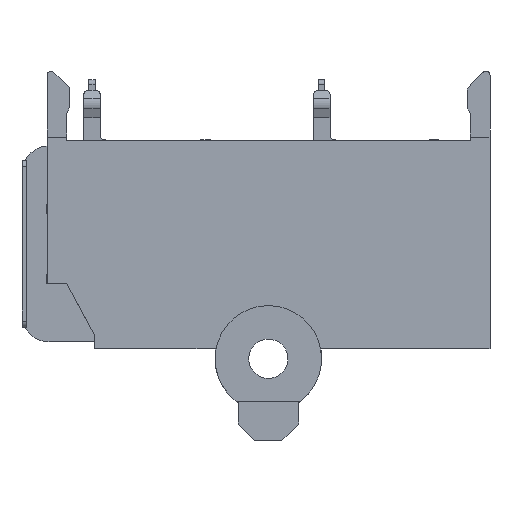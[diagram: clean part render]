
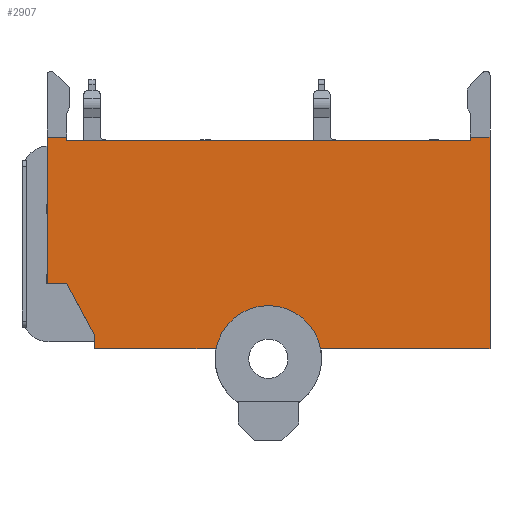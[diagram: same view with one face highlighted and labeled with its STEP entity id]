
A CAD part, front view. The second image highlights one B-rep face of the part: STEP entity #2907.
In plain terms, the highlighted planar face has unit normal (0, -1, 0).
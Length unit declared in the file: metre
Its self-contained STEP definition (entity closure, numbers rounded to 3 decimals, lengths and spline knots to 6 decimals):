
#103=LINE('',#4325,#417);
#180=LINE('',#4545,#494);
#197=LINE('',#4583,#511);
#201=LINE('',#4591,#515);
#217=LINE('',#4631,#531);
#246=LINE('',#4691,#560);
#247=LINE('',#4693,#561);
#313=LINE('',#4839,#627);
#316=LINE('',#4845,#630);
#317=LINE('',#4847,#631);
#318=LINE('',#4849,#632);
#319=LINE('',#4850,#633);
#417=VECTOR('',#3498,1.);
#494=VECTOR('',#3693,1.);
#511=VECTOR('',#3724,1.);
#515=VECTOR('',#3732,1.);
#531=VECTOR('',#3770,1.);
#560=VECTOR('',#3825,1.);
#561=VECTOR('',#3828,1.);
#627=VECTOR('',#3954,1.);
#630=VECTOR('',#3959,1.);
#631=VECTOR('',#3960,1.);
#632=VECTOR('',#3963,1.);
#633=VECTOR('',#3964,1.);
#1209=ORIENTED_EDGE('',*,*,#1833,.F.);
#1210=ORIENTED_EDGE('',*,*,#1830,.T.);
#1211=ORIENTED_EDGE('',*,*,#1757,.T.);
#1212=ORIENTED_EDGE('',*,*,#1834,.T.);
#1213=ORIENTED_EDGE('',*,*,#1758,.T.);
#1214=ORIENTED_EDGE('',*,*,#1681,.T.);
#1215=ORIENTED_EDGE('',*,*,#1576,.T.);
#1216=ORIENTED_EDGE('',*,*,#1704,.T.);
#1217=ORIENTED_EDGE('',*,*,#1835,.T.);
#1218=ORIENTED_EDGE('',*,*,#1726,.T.);
#1219=ORIENTED_EDGE('',*,*,#1836,.F.);
#1220=ORIENTED_EDGE('',*,*,#1700,.T.);
#1221=ORIENTED_EDGE('',*,*,#1837,.T.);
#1576=EDGE_CURVE('',#1969,#1968,#103,.T.);
#1681=EDGE_CURVE('',#2049,#1969,#180,.T.);
#1700=EDGE_CURVE('',#2061,#2062,#197,.T.);
#1704=EDGE_CURVE('',#1968,#2065,#201,.T.);
#1726=EDGE_CURVE('',#2074,#2077,#217,.T.);
#1757=EDGE_CURVE('',#2094,#2095,#246,.T.);
#1758=EDGE_CURVE('',#2096,#2049,#247,.T.);
#1830=EDGE_CURVE('',#2146,#2094,#313,.T.);
#1833=EDGE_CURVE('',#2146,#2148,#316,.T.);
#1834=EDGE_CURVE('',#2095,#2096,#317,.T.);
#1835=EDGE_CURVE('',#2065,#2074,#2251,.T.);
#1836=EDGE_CURVE('',#2061,#2077,#318,.T.);
#1837=EDGE_CURVE('',#2062,#2148,#319,.T.);
#1968=VERTEX_POINT('',#4324);
#1969=VERTEX_POINT('',#4326);
#2049=VERTEX_POINT('',#4546);
#2061=VERTEX_POINT('',#4580);
#2062=VERTEX_POINT('',#4582);
#2065=VERTEX_POINT('',#4592);
#2074=VERTEX_POINT('',#4623);
#2077=VERTEX_POINT('',#4630);
#2094=VERTEX_POINT('',#4688);
#2095=VERTEX_POINT('',#4690);
#2096=VERTEX_POINT('',#4694);
#2146=VERTEX_POINT('',#4840);
#2148=VERTEX_POINT('',#4846);
#2251=CIRCLE('',#3279,0.003238);
#2388=EDGE_LOOP('',(#1209,#1210,#1211,#1212,#1213,#1214,#1215,#1216,#1217,
#1218,#1219,#1220,#1221));
#2594=FACE_BOUND('',#2388,.T.);
#2774=PLANE('',#3278);
#2907=ADVANCED_FACE('',(#2594),#2774,.T.);
#3278=AXIS2_PLACEMENT_3D('',#4844,#3957,#3958);
#3279=AXIS2_PLACEMENT_3D('',#4848,#3961,#3962);
#3498=DIRECTION('',(0.,0.,-1.));
#3693=DIRECTION('',(0.475,0.,-0.88));
#3724=DIRECTION('',(-1.,0.,0.));
#3732=DIRECTION('',(1.,0.,0.));
#3770=DIRECTION('',(1.,0.,0.));
#3825=DIRECTION('',(-1.,0.,0.));
#3828=DIRECTION('',(1.,0.,0.));
#3954=DIRECTION('',(0.,0.,1.));
#3957=DIRECTION('',(0.,-1.,0.));
#3958=DIRECTION('',(0.,0.,-1.));
#3959=DIRECTION('',(1.,0.,0.));
#3960=DIRECTION('',(0.,0.,-1.));
#3961=DIRECTION('',(0.,1.,0.));
#3962=DIRECTION('',(0.,0.,-1.));
#3963=DIRECTION('',(0.,0.,-1.));
#3964=DIRECTION('',(0.,0.,-1.));
#4324=CARTESIAN_POINT('',(-0.009819,-0.013005,-0.006401));
#4325=CARTESIAN_POINT('',(-0.009819,-0.013005,-0.005988));
#4326=CARTESIAN_POINT('',(-0.009819,-0.013005,-0.005575));
#4545=CARTESIAN_POINT('',(-0.011531,-0.013005,-0.0024));
#4546=CARTESIAN_POINT('',(-0.011531,-0.013005,-0.0024));
#4580=CARTESIAN_POINT('',(0.01425,-0.013005,0.006502));
#4582=CARTESIAN_POINT('',(0.013056,-0.013005,0.006502));
#4583=CARTESIAN_POINT('',(0.000763,-0.013005,0.006502));
#4591=CARTESIAN_POINT('',(0.000763,-0.013005,-0.006401));
#4592=CARTESIAN_POINT('',(-0.002433,-0.013005,-0.006401));
#4623=CARTESIAN_POINT('',(0.003933,-0.013005,-0.006401));
#4630=CARTESIAN_POINT('',(0.01425,-0.013005,-0.006401));
#4631=CARTESIAN_POINT('',(0.000763,-0.013005,-0.006401));
#4688=CARTESIAN_POINT('',(-0.011531,-0.013005,0.006502));
#4690=CARTESIAN_POINT('',(-0.012725,-0.013005,0.006502));
#4691=CARTESIAN_POINT('',(0.000763,-0.013005,0.006502));
#4693=CARTESIAN_POINT('',(0.000763,-0.013005,-0.0024));
#4694=CARTESIAN_POINT('',(-0.012725,-0.013005,-0.0024));
#4839=CARTESIAN_POINT('',(-0.011531,-0.013005,0.000051));
#4840=CARTESIAN_POINT('',(-0.011531,-0.013005,0.006274));
#4844=CARTESIAN_POINT('',(-0.013264,-0.013005,0.00676));
#4845=CARTESIAN_POINT('',(0.000763,-0.013005,0.006274));
#4846=CARTESIAN_POINT('',(0.013056,-0.013005,0.006274));
#4847=CARTESIAN_POINT('',(-0.012725,-0.013005,0.003928));
#4848=CARTESIAN_POINT('',(0.00075,-0.013005,-0.006998));
#4849=CARTESIAN_POINT('',(0.01425,-0.013005,0.001928));
#4850=CARTESIAN_POINT('',(0.013056,-0.013005,0.007105));
